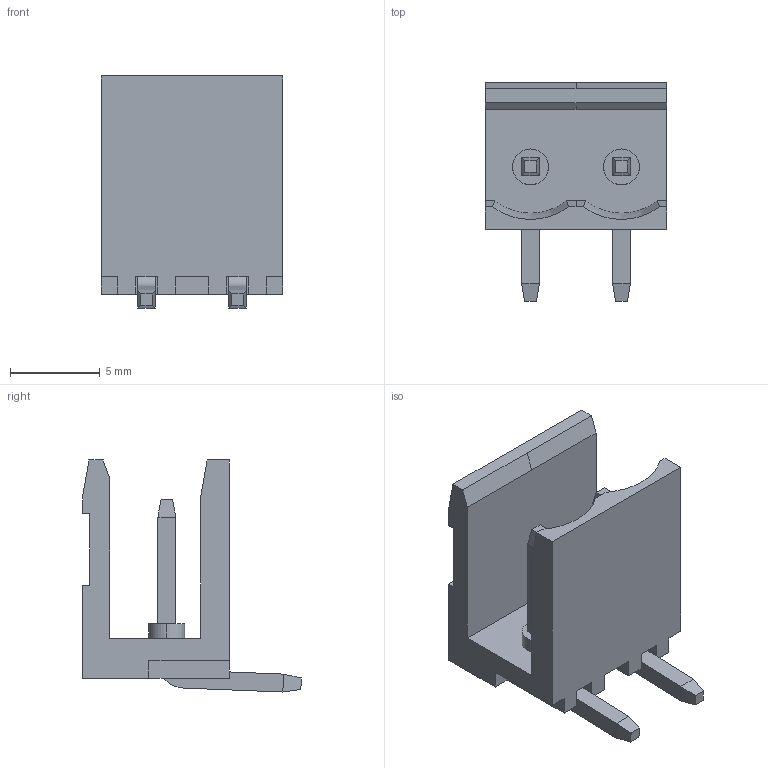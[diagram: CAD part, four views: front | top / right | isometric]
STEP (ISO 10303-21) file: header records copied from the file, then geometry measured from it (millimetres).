
FILE_DESCRIPTION (( 'STEP AP214' ), '1' );
FILE_NAME ('2EDG128 5.08 2P.STEP', '2014-01-04T06:51:20', ( '' ), ( '' ), 'SwSTEP 2.0', 'SolidWorks 2012', '' );
FILE_SCHEMA (( 'AUTOMOTIVE_DESIGN' ));
Length unit declared in the file: millimetre
Products named in the file (1): 2EDG128 5.08 2P
Bounding box: 10.16 x 12.21 x 12.96 mm (x, y, z)
Volume: 431.2 mm3; surface area: 905.1 mm2
Topology: 1 solids, 1 shells, 104 faces, 262 edges, 168 vertices
Faces by surface type: plane 92, cylinder 10, cone 2
Entity records: 3548 total; most frequent: CARTESIAN_POINT 547, ORIENTED_EDGE 524, DIRECTION 490, EDGE_CURVE 262, LINE 236, VECTOR 236, VERTEX_POINT 168, AXIS2_PLACEMENT_3D 127
